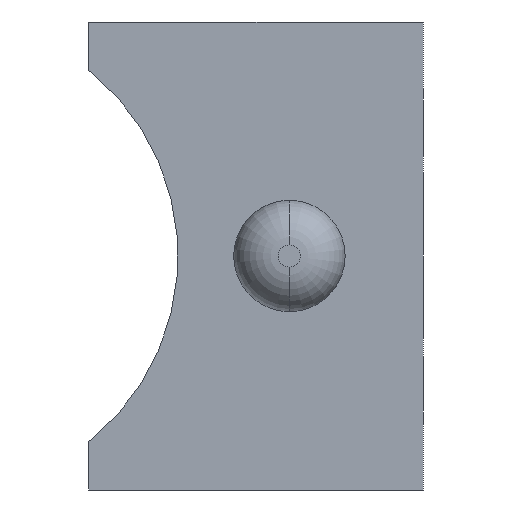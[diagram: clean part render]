
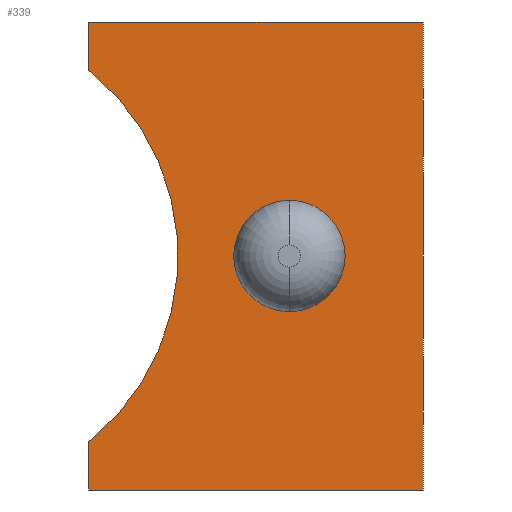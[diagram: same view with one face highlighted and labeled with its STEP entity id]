
A CAD part, left-side view. The second image highlights one B-rep face of the part: STEP entity #339.
In plain terms, the highlighted planar face has unit normal (-1, 0, 0).
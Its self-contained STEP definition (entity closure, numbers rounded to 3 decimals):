
#8 = VECTOR ( 'NONE', #544, 1000. ) ;
#18 = DIRECTION ( 'NONE',  ( 0., 0., -1. ) ) ;
#40 = VECTOR ( 'NONE', #432, 1000. ) ;
#52 = EDGE_CURVE ( 'NONE', #493, #863, #467, .T. ) ;
#65 = DIRECTION ( 'NONE',  ( 0., 0., 1. ) ) ;
#76 = CARTESIAN_POINT ( 'NONE',  ( 0., 15., 21. ) ) ;
#78 = VERTEX_POINT ( 'NONE', #447 ) ;
#85 = DIRECTION ( 'NONE',  ( -1., 0., 0. ) ) ;
#115 = EDGE_LOOP ( 'NONE', ( #781, #641, #749, #302, #469, #416 ) ) ;
#127 = DIRECTION ( 'NONE',  ( 0., 0., 1. ) ) ;
#134 = EDGE_CURVE ( 'NONE', #138, #834, #172, .T. ) ;
#138 = VERTEX_POINT ( 'NONE', #677 ) ;
#172 = LINE ( 'NONE', #660, #8 ) ;
#231 = AXIS2_PLACEMENT_3D ( 'NONE', #288, #85, #65 ) ;
#286 = VERTEX_POINT ( 'NONE', #779 ) ;
#288 = CARTESIAN_POINT ( 'NONE',  ( 0., 15., 0. ) ) ;
#294 = FACE_BOUND ( 'NONE', #331, .T. ) ;
#302 = ORIENTED_EDGE ( 'NONE', *, *, #134, .T. ) ;
#307 = DIRECTION ( 'NONE',  ( 0., 0., 1. ) ) ;
#312 = EDGE_CURVE ( 'NONE', #78, #834, #552, .T. ) ;
#331 = EDGE_LOOP ( 'NONE', ( #620, #631 ) ) ;
#337 = DIRECTION ( 'NONE',  ( 0., 0., 1. ) ) ;
#339 = ADVANCED_FACE ( 'NONE', ( #294, #428 ), #844, .T. ) ;
#355 = CARTESIAN_POINT ( 'NONE',  ( 0., 0., 21. ) ) ;
#358 = VERTEX_POINT ( 'NONE', #903 ) ;
#367 = DIRECTION ( 'NONE',  ( 1., 0., 0. ) ) ;
#372 = DIRECTION ( 'NONE',  ( 1., 0., 0. ) ) ;
#374 = AXIS2_PLACEMENT_3D ( 'NONE', #400, #603, #743 ) ;
#375 = AXIS2_PLACEMENT_3D ( 'NONE', #578, #372, #307 ) ;
#400 = CARTESIAN_POINT ( 'NONE',  ( 0., 6., 10.5 ) ) ;
#416 = ORIENTED_EDGE ( 'NONE', *, *, #582, .F. ) ;
#428 = FACE_OUTER_BOUND ( 'NONE', #115, .T. ) ;
#431 = DIRECTION ( 'NONE',  ( 0., -1., 0. ) ) ;
#432 = DIRECTION ( 'NONE',  ( 0., -1., 0. ) ) ;
#442 = CARTESIAN_POINT ( 'NONE',  ( 0., 6., 13. ) ) ;
#447 = CARTESIAN_POINT ( 'NONE',  ( 0., 15., 21. ) ) ;
#467 = CIRCLE ( 'NONE', #375, 10.7 ) ;
#469 = ORIENTED_EDGE ( 'NONE', *, *, #312, .F. ) ;
#472 = VERTEX_POINT ( 'NONE', #442 ) ;
#483 = CARTESIAN_POINT ( 'NONE',  ( 0., 15., 0. ) ) ;
#493 = VERTEX_POINT ( 'NONE', #727 ) ;
#524 = CIRCLE ( 'NONE', #904, 2.5 ) ;
#544 = DIRECTION ( 'NONE',  ( 0., 0., 1. ) ) ;
#553 = EDGE_CURVE ( 'NONE', #358, #472, #524, .T. ) ;
#552 = LINE ( 'NONE', #76, #40 ) ;
#576 = CARTESIAN_POINT ( 'NONE',  ( 0., 6., 10.5 ) ) ;
#578 = CARTESIAN_POINT ( 'NONE',  ( 0., 21.7, 10.5 ) ) ;
#582 = EDGE_CURVE ( 'NONE', #493, #78, #894, .T. ) ;
#596 = CARTESIAN_POINT ( 'NONE',  ( 0., 15., 0. ) ) ;
#603 = DIRECTION ( 'NONE',  ( 1., 0., 0. ) ) ;
#620 = ORIENTED_EDGE ( 'NONE', *, *, #553, .T. ) ;
#631 = ORIENTED_EDGE ( 'NONE', *, *, #693, .T. ) ;
#641 = ORIENTED_EDGE ( 'NONE', *, *, #661, .F. ) ;
#650 = CIRCLE ( 'NONE', #374, 2.5 ) ;
#660 = CARTESIAN_POINT ( 'NONE',  ( 0., 0., 0. ) ) ;
#661 = EDGE_CURVE ( 'NONE', #286, #863, #881, .T. ) ;
#676 = CARTESIAN_POINT ( 'NONE',  ( 0., 15., 0. ) ) ;
#677 = CARTESIAN_POINT ( 'NONE',  ( 0., 0., 0. ) ) ;
#693 = EDGE_CURVE ( 'NONE', #472, #358, #650, .T. ) ;
#727 = CARTESIAN_POINT ( 'NONE',  ( 0., 15., 18.842 ) ) ;
#730 = VECTOR ( 'NONE', #337, 1000. ) ;
#743 = DIRECTION ( 'NONE',  ( 0., 0., -1. ) ) ;
#749 = ORIENTED_EDGE ( 'NONE', *, *, #839, .T. ) ;
#763 = LINE ( 'NONE', #483, #852 ) ;
#768 = CARTESIAN_POINT ( 'NONE',  ( 0., 15., 2.158 ) ) ;
#779 = CARTESIAN_POINT ( 'NONE',  ( 0., 15., 0. ) ) ;
#781 = ORIENTED_EDGE ( 'NONE', *, *, #52, .T. ) ;
#834 = VERTEX_POINT ( 'NONE', #355 ) ;
#839 = EDGE_CURVE ( 'NONE', #286, #138, #763, .T. ) ;
#844 = PLANE ( 'NONE',  #231 ) ;
#852 = VECTOR ( 'NONE', #431, 1000. ) ;
#863 = VERTEX_POINT ( 'NONE', #768 ) ;
#876 = VECTOR ( 'NONE', #127, 1000. ) ;
#881 = LINE ( 'NONE', #676, #730 ) ;
#894 = LINE ( 'NONE', #596, #876 ) ;
#903 = CARTESIAN_POINT ( 'NONE',  ( 0., 6., 8. ) ) ;
#904 = AXIS2_PLACEMENT_3D ( 'NONE', #576, #367, #18 ) ;
